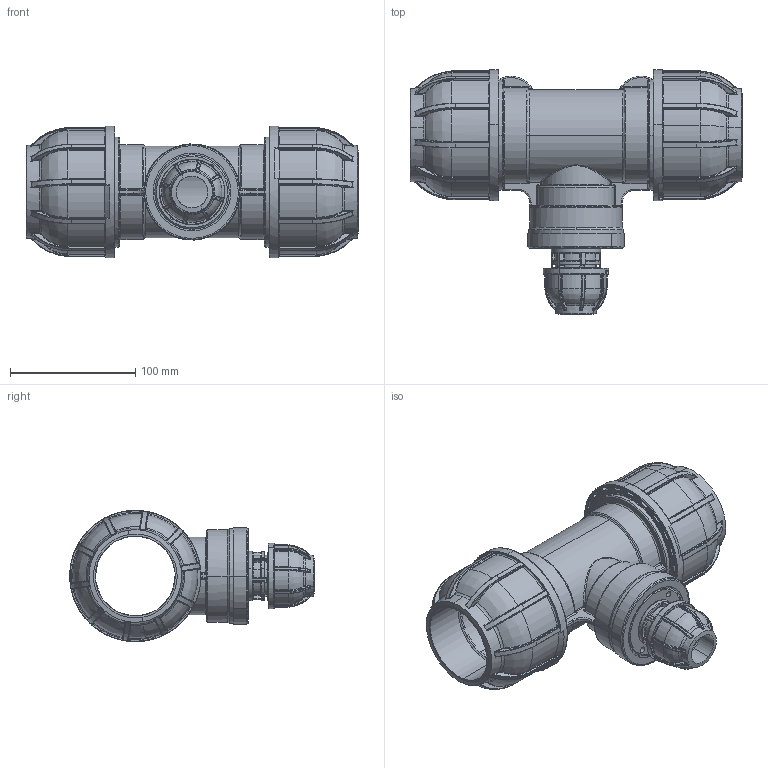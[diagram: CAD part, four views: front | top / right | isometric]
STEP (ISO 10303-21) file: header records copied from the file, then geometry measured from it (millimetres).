
FILE_DESCRIPTION (( 'STEP AP203' ), '1' );
FILE_NAME ('R247.063.025.STEP', '2016-10-19T11:58:53', ( '' ), ( '' ), 'SwSTEP 2.0', 'SolidWorks 2016', '' );
FILE_SCHEMA (( 'CONFIG_CONTROL_DESIGN' ));
Length unit declared in the file: millimetre
Products named in the file (1): R247.063.025
Bounding box: 265.6 x 195.69 x 104.99 mm (x, y, z)
Surface area: 196653.2 mm2 (no closed solid volume)
Topology: 0 solids, 103 shells, 1649 faces, 5649 edges, 3848 vertices
Faces by surface type: bspline 763, cylinder 493, plane 354, cone 39
Entity records: 89808 total; most frequent: CARTESIAN_POINT 49106, ORIENTED_EDGE 8486, DIRECTION 7089, EDGE_CURVE 5608, VERTEX_POINT 3848, AXIS2_PLACEMENT_3D 2724, CIRCLE 1837, B_SPLINE_CURVE_WITH_KNOTS 1782
